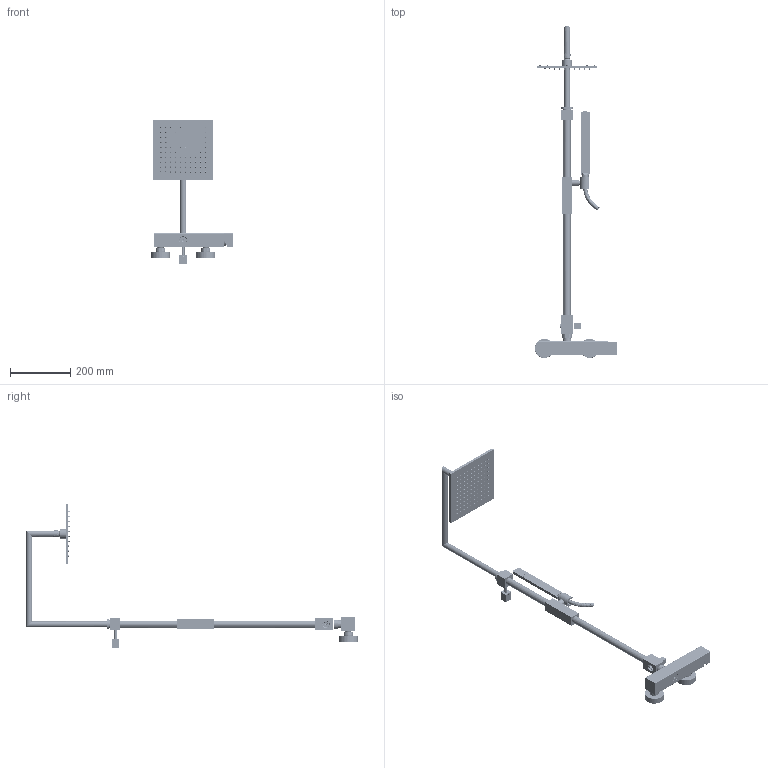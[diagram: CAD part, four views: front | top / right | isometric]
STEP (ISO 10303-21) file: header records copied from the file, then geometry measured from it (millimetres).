
FILE_DESCRIPTION((''),'2;1');
FILE_NAME('ZCOL620CR','2021-09-23T13:31:21',('ut3'),('PAFFONI SpA'),'CREO PARAMETRIC BY PTC INC, 2020044','CREO PARAMETRIC BY PTC INC, 2020044','');
FILE_SCHEMA(('CONFIG_CONTROL_DESIGN','SHAPE_APPEARANCE_LAYERS_GROUPS'));
Products named in the file (1): ZCOL620CR
Bounding box: 272.75 x 1100.5 x 480.1 mm (x, y, z)
Volume: 944994.8 mm3; surface area: 673558.5 mm2
Topology: 10 solids, 10 shells, 7165 faces, 16030 edges, 9358 vertices
Faces by surface type: torus 3402, plane 1639, cylinder 1482, cone 501, sphere 71, bspline 70
Entity records: 295663 total; most frequent: CARTESIAN_POINT 81381, DIRECTION 39936, ORIENTED_EDGE 32008, AXIS2_PLACEMENT_3D 17671, EDGE_CURVE 16004, CIRCLE 10576, VERTEX_POINT 9357, EDGE_LOOP 8031
